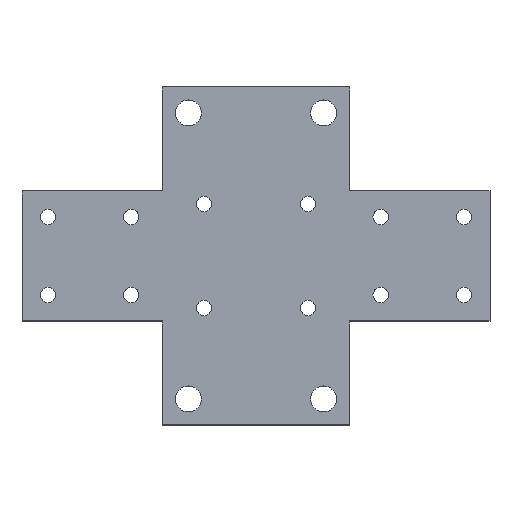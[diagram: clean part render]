
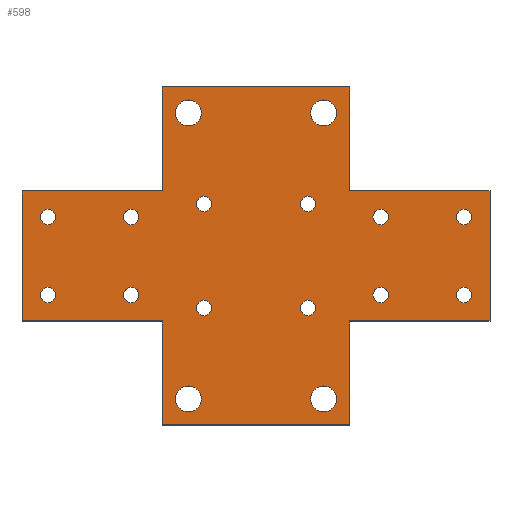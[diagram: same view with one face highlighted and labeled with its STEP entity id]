
A CAD part, top view. The second image highlights one B-rep face of the part: STEP entity #598.
In plain terms, the highlighted planar face has unit normal (0, 0, 1).
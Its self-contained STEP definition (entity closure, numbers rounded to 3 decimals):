
#20=CIRCLE('',#625,1.5);
#22=CIRCLE('',#628,1.5);
#24=CIRCLE('',#631,1.5);
#26=CIRCLE('',#634,1.5);
#28=CIRCLE('',#637,2.5);
#30=CIRCLE('',#640,2.5);
#32=CIRCLE('',#643,2.5);
#34=CIRCLE('',#646,2.5);
#36=CIRCLE('',#649,1.5);
#38=CIRCLE('',#652,1.5);
#40=CIRCLE('',#655,1.5);
#42=CIRCLE('',#658,1.5);
#44=CIRCLE('',#661,1.5);
#46=CIRCLE('',#664,1.5);
#48=CIRCLE('',#667,1.5);
#50=CIRCLE('',#670,1.5);
#148=ORIENTED_EDGE('',*,*,#268,.F.);
#149=ORIENTED_EDGE('',*,*,#266,.F.);
#150=ORIENTED_EDGE('',*,*,#264,.F.);
#151=ORIENTED_EDGE('',*,*,#262,.F.);
#152=ORIENTED_EDGE('',*,*,#260,.F.);
#153=ORIENTED_EDGE('',*,*,#258,.F.);
#154=ORIENTED_EDGE('',*,*,#256,.F.);
#155=ORIENTED_EDGE('',*,*,#254,.F.);
#156=ORIENTED_EDGE('',*,*,#252,.F.);
#157=ORIENTED_EDGE('',*,*,#250,.F.);
#158=ORIENTED_EDGE('',*,*,#248,.F.);
#159=ORIENTED_EDGE('',*,*,#246,.F.);
#160=ORIENTED_EDGE('',*,*,#244,.F.);
#161=ORIENTED_EDGE('',*,*,#242,.F.);
#162=ORIENTED_EDGE('',*,*,#240,.F.);
#163=ORIENTED_EDGE('',*,*,#238,.F.);
#164=ORIENTED_EDGE('',*,*,#206,.F.);
#165=ORIENTED_EDGE('',*,*,#210,.F.);
#166=ORIENTED_EDGE('',*,*,#213,.T.);
#167=ORIENTED_EDGE('',*,*,#216,.F.);
#168=ORIENTED_EDGE('',*,*,#219,.T.);
#169=ORIENTED_EDGE('',*,*,#222,.T.);
#170=ORIENTED_EDGE('',*,*,#225,.F.);
#171=ORIENTED_EDGE('',*,*,#228,.T.);
#172=ORIENTED_EDGE('',*,*,#231,.T.);
#173=ORIENTED_EDGE('',*,*,#234,.F.);
#174=ORIENTED_EDGE('',*,*,#237,.F.);
#175=ORIENTED_EDGE('',*,*,#271,.T.);
#206=EDGE_CURVE('',#274,#275,#330,.T.);
#210=EDGE_CURVE('',#277,#274,#334,.T.);
#213=EDGE_CURVE('',#277,#279,#337,.T.);
#216=EDGE_CURVE('',#281,#279,#340,.T.);
#219=EDGE_CURVE('',#281,#283,#343,.T.);
#222=EDGE_CURVE('',#283,#285,#346,.T.);
#225=EDGE_CURVE('',#287,#285,#349,.T.);
#228=EDGE_CURVE('',#287,#289,#352,.T.);
#231=EDGE_CURVE('',#289,#291,#355,.T.);
#234=EDGE_CURVE('',#293,#291,#358,.T.);
#237=EDGE_CURVE('',#295,#293,#361,.T.);
#238=EDGE_CURVE('',#296,#296,#20,.T.);
#240=EDGE_CURVE('',#298,#298,#22,.T.);
#242=EDGE_CURVE('',#300,#300,#24,.T.);
#244=EDGE_CURVE('',#302,#302,#26,.T.);
#246=EDGE_CURVE('',#304,#304,#28,.T.);
#248=EDGE_CURVE('',#306,#306,#30,.T.);
#250=EDGE_CURVE('',#308,#308,#32,.T.);
#252=EDGE_CURVE('',#310,#310,#34,.T.);
#254=EDGE_CURVE('',#312,#312,#36,.T.);
#256=EDGE_CURVE('',#314,#314,#38,.T.);
#258=EDGE_CURVE('',#316,#316,#40,.T.);
#260=EDGE_CURVE('',#318,#318,#42,.T.);
#262=EDGE_CURVE('',#320,#320,#44,.T.);
#264=EDGE_CURVE('',#322,#322,#46,.T.);
#266=EDGE_CURVE('',#324,#324,#48,.T.);
#268=EDGE_CURVE('',#326,#326,#50,.T.);
#271=EDGE_CURVE('',#295,#275,#363,.T.);
#274=VERTEX_POINT('',#843);
#275=VERTEX_POINT('',#845);
#277=VERTEX_POINT('',#851);
#279=VERTEX_POINT('',#857);
#281=VERTEX_POINT('',#863);
#283=VERTEX_POINT('',#869);
#285=VERTEX_POINT('',#875);
#287=VERTEX_POINT('',#881);
#289=VERTEX_POINT('',#887);
#291=VERTEX_POINT('',#893);
#293=VERTEX_POINT('',#899);
#295=VERTEX_POINT('',#905);
#296=VERTEX_POINT('',#909);
#298=VERTEX_POINT('',#914);
#300=VERTEX_POINT('',#919);
#302=VERTEX_POINT('',#924);
#304=VERTEX_POINT('',#929);
#306=VERTEX_POINT('',#934);
#308=VERTEX_POINT('',#939);
#310=VERTEX_POINT('',#944);
#312=VERTEX_POINT('',#949);
#314=VERTEX_POINT('',#954);
#316=VERTEX_POINT('',#959);
#318=VERTEX_POINT('',#964);
#320=VERTEX_POINT('',#969);
#322=VERTEX_POINT('',#974);
#324=VERTEX_POINT('',#979);
#326=VERTEX_POINT('',#984);
#330=LINE('',#844,#366);
#334=LINE('',#852,#370);
#337=LINE('',#858,#373);
#340=LINE('',#864,#376);
#343=LINE('',#870,#379);
#346=LINE('',#876,#382);
#349=LINE('',#882,#385);
#352=LINE('',#888,#388);
#355=LINE('',#894,#391);
#358=LINE('',#900,#394);
#361=LINE('',#906,#397);
#363=LINE('',#989,#399);
#366=VECTOR('',#681,1000.);
#370=VECTOR('',#687,1000.);
#373=VECTOR('',#692,1000.);
#376=VECTOR('',#697,1000.);
#379=VECTOR('',#702,1000.);
#382=VECTOR('',#707,1000.);
#385=VECTOR('',#712,1000.);
#388=VECTOR('',#717,1000.);
#391=VECTOR('',#722,1000.);
#394=VECTOR('',#727,1000.);
#397=VECTOR('',#732,1000.);
#399=VECTOR('',#832,1000.);
#444=EDGE_LOOP('',(#148));
#445=EDGE_LOOP('',(#149));
#446=EDGE_LOOP('',(#150));
#447=EDGE_LOOP('',(#151));
#448=EDGE_LOOP('',(#152));
#449=EDGE_LOOP('',(#153));
#450=EDGE_LOOP('',(#154));
#451=EDGE_LOOP('',(#155));
#452=EDGE_LOOP('',(#156));
#453=EDGE_LOOP('',(#157));
#454=EDGE_LOOP('',(#158));
#455=EDGE_LOOP('',(#159));
#456=EDGE_LOOP('',(#160));
#457=EDGE_LOOP('',(#161));
#458=EDGE_LOOP('',(#162));
#459=EDGE_LOOP('',(#163));
#460=EDGE_LOOP('',(#164,#165,#166,#167,#168,#169,#170,#171,#172,#173,#174,
#175));
#522=FACE_BOUND('',#444,.T.);
#523=FACE_BOUND('',#445,.T.);
#524=FACE_BOUND('',#446,.T.);
#525=FACE_BOUND('',#447,.T.);
#526=FACE_BOUND('',#448,.T.);
#527=FACE_BOUND('',#449,.T.);
#528=FACE_BOUND('',#450,.T.);
#529=FACE_BOUND('',#451,.T.);
#530=FACE_BOUND('',#452,.T.);
#531=FACE_BOUND('',#453,.T.);
#532=FACE_BOUND('',#454,.T.);
#533=FACE_BOUND('',#455,.T.);
#534=FACE_BOUND('',#456,.T.);
#535=FACE_BOUND('',#457,.T.);
#536=FACE_BOUND('',#458,.T.);
#537=FACE_BOUND('',#459,.T.);
#538=FACE_BOUND('',#460,.T.);
#568=PLANE('',#673);
#598=ADVANCED_FACE('',(#522,#523,#524,#525,#526,#527,#528,#529,#530,#531,
#532,#533,#534,#535,#536,#537,#538),#568,.T.);
#625=AXIS2_PLACEMENT_3D('',#908,#735,#736);
#628=AXIS2_PLACEMENT_3D('',#913,#741,#742);
#631=AXIS2_PLACEMENT_3D('',#918,#747,#748);
#634=AXIS2_PLACEMENT_3D('',#923,#753,#754);
#637=AXIS2_PLACEMENT_3D('',#928,#759,#760);
#640=AXIS2_PLACEMENT_3D('',#933,#765,#766);
#643=AXIS2_PLACEMENT_3D('',#938,#771,#772);
#646=AXIS2_PLACEMENT_3D('',#943,#777,#778);
#649=AXIS2_PLACEMENT_3D('',#948,#783,#784);
#652=AXIS2_PLACEMENT_3D('',#953,#789,#790);
#655=AXIS2_PLACEMENT_3D('',#958,#795,#796);
#658=AXIS2_PLACEMENT_3D('',#963,#801,#802);
#661=AXIS2_PLACEMENT_3D('',#968,#807,#808);
#664=AXIS2_PLACEMENT_3D('',#973,#813,#814);
#667=AXIS2_PLACEMENT_3D('',#978,#819,#820);
#670=AXIS2_PLACEMENT_3D('',#983,#825,#826);
#673=AXIS2_PLACEMENT_3D('',#990,#833,#834);
#681=DIRECTION('',(0.,1.,0.));
#687=DIRECTION('',(-1.,0.,0.));
#692=DIRECTION('',(0.,1.,0.));
#697=DIRECTION('',(-1.,0.,0.));
#702=DIRECTION('',(0.,1.,0.));
#707=DIRECTION('',(-1.,0.,0.));
#712=DIRECTION('',(0.,-1.,0.));
#717=DIRECTION('',(-1.,0.,0.));
#722=DIRECTION('',(0.,-1.,0.));
#727=DIRECTION('',(1.,0.,0.));
#732=DIRECTION('',(0.,1.,0.));
#735=DIRECTION('',(0.,0.,1.));
#736=DIRECTION('',(1.,0.,0.));
#741=DIRECTION('',(0.,0.,1.));
#742=DIRECTION('',(1.,0.,0.));
#747=DIRECTION('',(0.,0.,1.));
#748=DIRECTION('',(1.,0.,0.));
#753=DIRECTION('',(0.,0.,1.));
#754=DIRECTION('',(1.,0.,0.));
#759=DIRECTION('',(0.,0.,1.));
#760=DIRECTION('',(1.,0.,0.));
#765=DIRECTION('',(0.,0.,1.));
#766=DIRECTION('',(1.,0.,0.));
#771=DIRECTION('',(0.,0.,1.));
#772=DIRECTION('',(1.,0.,0.));
#777=DIRECTION('',(0.,0.,1.));
#778=DIRECTION('',(1.,0.,0.));
#783=DIRECTION('',(0.,0.,1.));
#784=DIRECTION('',(1.,0.,0.));
#789=DIRECTION('',(0.,0.,1.));
#790=DIRECTION('',(1.,0.,0.));
#795=DIRECTION('',(0.,0.,1.));
#796=DIRECTION('',(1.,0.,0.));
#801=DIRECTION('',(0.,0.,1.));
#802=DIRECTION('',(1.,0.,0.));
#807=DIRECTION('',(0.,0.,1.));
#808=DIRECTION('',(1.,0.,0.));
#813=DIRECTION('',(0.,0.,1.));
#814=DIRECTION('',(1.,0.,0.));
#819=DIRECTION('',(0.,0.,1.));
#820=DIRECTION('',(1.,0.,0.));
#825=DIRECTION('',(0.,0.,1.));
#826=DIRECTION('',(1.,0.,0.));
#832=DIRECTION('',(1.,0.,0.));
#833=DIRECTION('',(0.,0.,1.));
#834=DIRECTION('',(1.,0.,0.));
#843=CARTESIAN_POINT('',(-63.,0.,5.));
#844=CARTESIAN_POINT('',(-63.,0.,5.));
#845=CARTESIAN_POINT('',(-63.,20.,5.));
#851=CARTESIAN_POINT('',(-27.,0.,5.));
#852=CARTESIAN_POINT('',(0.,0.,5.));
#857=CARTESIAN_POINT('',(-27.,20.,5.));
#858=CARTESIAN_POINT('',(-27.,0.,5.));
#863=CARTESIAN_POINT('',(0.,20.,5.));
#864=CARTESIAN_POINT('',(0.,20.,5.));
#869=CARTESIAN_POINT('',(0.,45.,5.));
#870=CARTESIAN_POINT('',(0.,0.,5.));
#875=CARTESIAN_POINT('',(-27.,45.,5.));
#876=CARTESIAN_POINT('',(0.,45.,5.));
#881=CARTESIAN_POINT('',(-27.,65.,5.));
#882=CARTESIAN_POINT('',(-27.,0.,5.));
#887=CARTESIAN_POINT('',(-63.,65.,5.));
#888=CARTESIAN_POINT('',(0.,65.,5.));
#893=CARTESIAN_POINT('',(-63.,45.,5.));
#894=CARTESIAN_POINT('',(-63.,0.,5.));
#899=CARTESIAN_POINT('',(-90.,45.,5.));
#900=CARTESIAN_POINT('',(0.,45.,5.));
#905=CARTESIAN_POINT('',(-90.,20.,5.));
#906=CARTESIAN_POINT('',(-90.,0.,5.));
#908=CARTESIAN_POINT('',(-55.,42.5,5.));
#909=CARTESIAN_POINT('',(-53.5,42.5,5.));
#913=CARTESIAN_POINT('',(-35.,42.5,5.));
#914=CARTESIAN_POINT('',(-33.5,42.5,5.));
#918=CARTESIAN_POINT('',(-35.,22.5,5.));
#919=CARTESIAN_POINT('',(-33.5,22.5,5.));
#923=CARTESIAN_POINT('',(-55.,22.5,5.));
#924=CARTESIAN_POINT('',(-53.5,22.5,5.));
#928=CARTESIAN_POINT('',(-58.,60.,5.));
#929=CARTESIAN_POINT('',(-55.5,60.,5.));
#933=CARTESIAN_POINT('',(-32.,60.,5.));
#934=CARTESIAN_POINT('',(-29.5,60.,5.));
#938=CARTESIAN_POINT('',(-32.,5.,5.));
#939=CARTESIAN_POINT('',(-29.5,5.,5.));
#943=CARTESIAN_POINT('',(-58.,5.,5.));
#944=CARTESIAN_POINT('',(-55.5,5.,5.));
#948=CARTESIAN_POINT('',(-21.,40.,5.));
#949=CARTESIAN_POINT('',(-19.5,40.,5.));
#953=CARTESIAN_POINT('',(-5.,40.,5.));
#954=CARTESIAN_POINT('',(-3.5,40.,5.));
#958=CARTESIAN_POINT('',(-5.,25.,5.));
#959=CARTESIAN_POINT('',(-3.5,25.,5.));
#963=CARTESIAN_POINT('',(-21.,25.,5.));
#964=CARTESIAN_POINT('',(-19.5,25.,5.));
#968=CARTESIAN_POINT('',(-85.,40.,5.));
#969=CARTESIAN_POINT('',(-83.5,40.,5.));
#973=CARTESIAN_POINT('',(-69.,40.,5.));
#974=CARTESIAN_POINT('',(-67.5,40.,5.));
#978=CARTESIAN_POINT('',(-69.,25.,5.));
#979=CARTESIAN_POINT('',(-67.5,25.,5.));
#983=CARTESIAN_POINT('',(-85.,25.,5.));
#984=CARTESIAN_POINT('',(-83.5,25.,5.));
#989=CARTESIAN_POINT('',(0.,20.,5.));
#990=CARTESIAN_POINT('',(0.,0.,5.));
